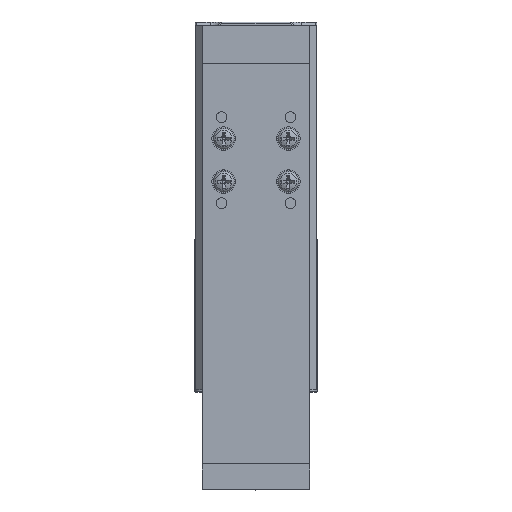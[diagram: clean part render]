
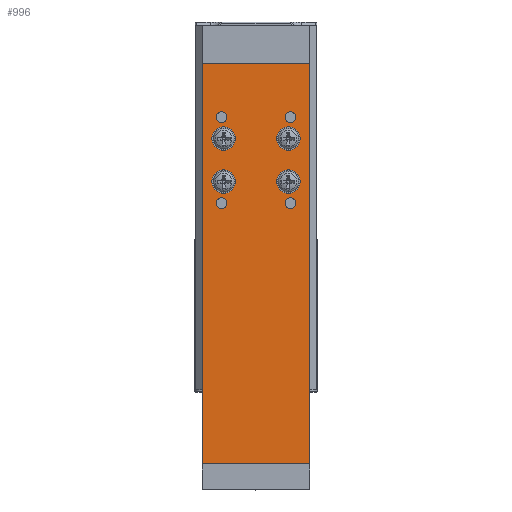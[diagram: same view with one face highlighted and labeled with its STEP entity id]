
A CAD part, top view. The second image highlights one B-rep face of the part: STEP entity #996.
In plain terms, the highlighted face is planar.
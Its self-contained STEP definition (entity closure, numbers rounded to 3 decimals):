
#996 = ADVANCED_FACE( '', ( #2110, #2111, #2112, #2113, #2114, #2115, #2116, #2117, #2118 ), #2119, .F. );
#2110 = FACE_BOUND( '', #3623, .T. );
#2111 = FACE_BOUND( '', #3624, .T. );
#2112 = FACE_BOUND( '', #3625, .T. );
#2113 = FACE_BOUND( '', #3626, .T. );
#2114 = FACE_BOUND( '', #3627, .T. );
#2115 = FACE_BOUND( '', #3628, .T. );
#2116 = FACE_BOUND( '', #3629, .T. );
#2117 = FACE_BOUND( '', #3630, .T. );
#2118 = FACE_OUTER_BOUND( '', #3631, .T. );
#2119 = PLANE( '', #3632 );
#3623 = EDGE_LOOP( '', ( #5420 ) );
#3624 = EDGE_LOOP( '', ( #5421 ) );
#3625 = EDGE_LOOP( '', ( #5422 ) );
#3626 = EDGE_LOOP( '', ( #5423 ) );
#3627 = EDGE_LOOP( '', ( #5424 ) );
#3628 = EDGE_LOOP( '', ( #5425 ) );
#3629 = EDGE_LOOP( '', ( #5426 ) );
#3630 = EDGE_LOOP( '', ( #5427 ) );
#3631 = EDGE_LOOP( '', ( #5428, #5429, #5430, #5431 ) );
#3632 = AXIS2_PLACEMENT_3D( '', #5432, #5433, #5434 );
#5420 = ORIENTED_EDGE( '', *, *, #8480, .T. );
#5421 = ORIENTED_EDGE( '', *, *, #8481, .T. );
#5422 = ORIENTED_EDGE( '', *, *, #8482, .T. );
#5423 = ORIENTED_EDGE( '', *, *, #8385, .T. );
#5424 = ORIENTED_EDGE( '', *, *, #8483, .T. );
#5425 = ORIENTED_EDGE( '', *, *, #8484, .T. );
#5426 = ORIENTED_EDGE( '', *, *, #8223, .T. );
#5427 = ORIENTED_EDGE( '', *, *, #8485, .T. );
#5428 = ORIENTED_EDGE( '', *, *, #8486, .T. );
#5429 = ORIENTED_EDGE( '', *, *, #8487, .F. );
#5430 = ORIENTED_EDGE( '', *, *, #8488, .F. );
#5431 = ORIENTED_EDGE( '', *, *, #8489, .T. );
#5432 = CARTESIAN_POINT( '', ( 12.5, 93., -6.75 ) );
#5433 = DIRECTION( '', ( 0., 0., 1. ) );
#5434 = DIRECTION( '', ( 1., 0., 0. ) );
#8223 = EDGE_CURVE( '', #9536, #9536, #9537, .T. );
#8385 = EDGE_CURVE( '', #9811, #9811, #9812, .T. );
#8480 = EDGE_CURVE( '', #9965, #9965, #9966, .T. );
#8481 = EDGE_CURVE( '', #9967, #9967, #9968, .T. );
#8482 = EDGE_CURVE( '', #9969, #9969, #9970, .T. );
#8483 = EDGE_CURVE( '', #9971, #9971, #9972, .T. );
#8484 = EDGE_CURVE( '', #9973, #9973, #9974, .T. );
#8485 = EDGE_CURVE( '', #9975, #9975, #9976, .T. );
#8486 = EDGE_CURVE( '', #9977, #9978, #9979, .T. );
#8487 = EDGE_CURVE( '', #9980, #9978, #9981, .T. );
#8488 = EDGE_CURVE( '', #9982, #9980, #9983, .T. );
#8489 = EDGE_CURVE( '', #9982, #9977, #9984, .T. );
#9536 = VERTEX_POINT( '', #11400 );
#9537 = CIRCLE( '', #11401, 1.25 );
#9811 = VERTEX_POINT( '', #11755 );
#9812 = CIRCLE( '', #11756, 2.75 );
#9965 = VERTEX_POINT( '', #12015 );
#9966 = CIRCLE( '', #12016, 2.75 );
#9967 = VERTEX_POINT( '', #12017 );
#9968 = CIRCLE( '', #12018, 2.75 );
#9969 = VERTEX_POINT( '', #12019 );
#9970 = CIRCLE( '', #12020, 2.75 );
#9971 = VERTEX_POINT( '', #12021 );
#9972 = CIRCLE( '', #12022, 1.25 );
#9973 = VERTEX_POINT( '', #12023 );
#9974 = CIRCLE( '', #12024, 1.25 );
#9975 = VERTEX_POINT( '', #12025 );
#9976 = CIRCLE( '', #12026, 1.25 );
#9977 = VERTEX_POINT( '', #12027 );
#9978 = VERTEX_POINT( '', #12028 );
#9979 = LINE( '', #12029, #12030 );
#9980 = VERTEX_POINT( '', #12031 );
#9981 = LINE( '', #12032, #12033 );
#9982 = VERTEX_POINT( '', #12034 );
#9983 = LINE( '', #12035, #12036 );
#9984 = LINE( '', #12037, #12038 );
#11400 = CARTESIAN_POINT( '', ( -8., 61.75, -6.75 ) );
#11401 = AXIS2_PLACEMENT_3D( '', #13850, #13851, #13852 );
#11755 = CARTESIAN_POINT( '', ( 7.5, 68.25, -6.75 ) );
#11756 = AXIS2_PLACEMENT_3D( '', #14109, #14110, #14111 );
#12015 = CARTESIAN_POINT( '', ( 7.5, 78.25, -6.75 ) );
#12016 = AXIS2_PLACEMENT_3D( '', #14238, #14239, #14240 );
#12017 = CARTESIAN_POINT( '', ( -7.5, 78.25, -6.75 ) );
#12018 = AXIS2_PLACEMENT_3D( '', #14241, #14242, #14243 );
#12019 = CARTESIAN_POINT( '', ( -7.5, 68.25, -6.75 ) );
#12020 = AXIS2_PLACEMENT_3D( '', #14244, #14245, #14246 );
#12021 = CARTESIAN_POINT( '', ( 8., 81.75, -6.75 ) );
#12022 = AXIS2_PLACEMENT_3D( '', #14247, #14248, #14249 );
#12023 = CARTESIAN_POINT( '', ( -8., 81.75, -6.75 ) );
#12024 = AXIS2_PLACEMENT_3D( '', #14250, #14251, #14252 );
#12025 = CARTESIAN_POINT( '', ( 8., 61.75, -6.75 ) );
#12026 = AXIS2_PLACEMENT_3D( '', #14253, #14254, #14255 );
#12027 = CARTESIAN_POINT( '', ( 12.5, 0., -6.75 ) );
#12028 = CARTESIAN_POINT( '', ( -12.5, 0., -6.75 ) );
#12029 = CARTESIAN_POINT( '', ( 12.5, 0., -6.75 ) );
#12030 = VECTOR( '', #14256, 1000. );
#12031 = CARTESIAN_POINT( '', ( -12.5, 93., -6.75 ) );
#12032 = CARTESIAN_POINT( '', ( -12.5, 93., -6.75 ) );
#12033 = VECTOR( '', #14257, 1000. );
#12034 = CARTESIAN_POINT( '', ( 12.5, 93., -6.75 ) );
#12035 = CARTESIAN_POINT( '', ( 12.5, 93., -6.75 ) );
#12036 = VECTOR( '', #14258, 1000. );
#12037 = CARTESIAN_POINT( '', ( 12.5, 93., -6.75 ) );
#12038 = VECTOR( '', #14259, 1000. );
#13850 = CARTESIAN_POINT( '', ( -8., 60.5, -6.75 ) );
#13851 = DIRECTION( '', ( 0., 0., 1. ) );
#13852 = DIRECTION( '', ( 0., 1., 0. ) );
#14109 = CARTESIAN_POINT( '', ( 7.5, 65.5, -6.75 ) );
#14110 = DIRECTION( '', ( 0., 0., 1. ) );
#14111 = DIRECTION( '', ( 0., 1., 0. ) );
#14238 = CARTESIAN_POINT( '', ( 7.5, 75.5, -6.75 ) );
#14239 = DIRECTION( '', ( 0., 0., 1. ) );
#14240 = DIRECTION( '', ( 0., 1., 0. ) );
#14241 = CARTESIAN_POINT( '', ( -7.5, 75.5, -6.75 ) );
#14242 = DIRECTION( '', ( 0., 0., 1. ) );
#14243 = DIRECTION( '', ( 0., 1., 0. ) );
#14244 = CARTESIAN_POINT( '', ( -7.5, 65.5, -6.75 ) );
#14245 = DIRECTION( '', ( 0., 0., 1. ) );
#14246 = DIRECTION( '', ( 0., 1., 0. ) );
#14247 = CARTESIAN_POINT( '', ( 8., 80.5, -6.75 ) );
#14248 = DIRECTION( '', ( 0., 0., 1. ) );
#14249 = DIRECTION( '', ( 0., 1., 0. ) );
#14250 = CARTESIAN_POINT( '', ( -8., 80.5, -6.75 ) );
#14251 = DIRECTION( '', ( 0., 0., 1. ) );
#14252 = DIRECTION( '', ( 0., 1., 0. ) );
#14253 = CARTESIAN_POINT( '', ( 8., 60.5, -6.75 ) );
#14254 = DIRECTION( '', ( 0., 0., 1. ) );
#14255 = DIRECTION( '', ( 0., 1., 0. ) );
#14256 = DIRECTION( '', ( -1., 0., 0. ) );
#14257 = DIRECTION( '', ( 0., -1., 0. ) );
#14258 = DIRECTION( '', ( -1., 0., 0. ) );
#14259 = DIRECTION( '', ( 0., -1., 0. ) );
